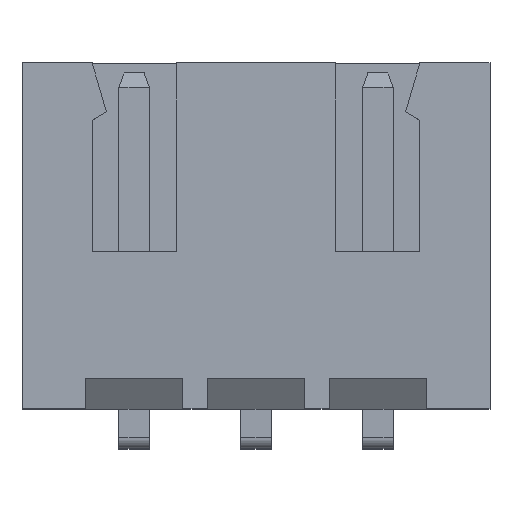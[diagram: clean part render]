
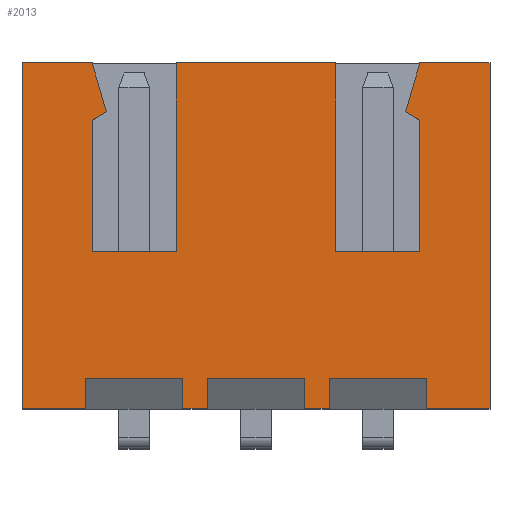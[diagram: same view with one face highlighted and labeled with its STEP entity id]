
A CAD part, top view. The second image highlights one B-rep face of the part: STEP entity #2013.
In plain terms, the highlighted planar face has unit normal (0, 0, 1).
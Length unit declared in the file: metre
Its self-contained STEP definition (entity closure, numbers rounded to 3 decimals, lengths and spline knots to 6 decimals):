
#186=ORIENTED_EDGE('',*,*,#741,.F.);
#187=ORIENTED_EDGE('',*,*,#703,.T.);
#188=ORIENTED_EDGE('',*,*,#742,.F.);
#189=ORIENTED_EDGE('',*,*,#743,.F.);
#190=ORIENTED_EDGE('',*,*,#744,.F.);
#191=ORIENTED_EDGE('',*,*,#745,.F.);
#192=ORIENTED_EDGE('',*,*,#746,.F.);
#193=ORIENTED_EDGE('',*,*,#707,.T.);
#194=ORIENTED_EDGE('',*,*,#747,.T.);
#195=ORIENTED_EDGE('',*,*,#748,.F.);
#196=ORIENTED_EDGE('',*,*,#749,.F.);
#197=ORIENTED_EDGE('',*,*,#750,.T.);
#198=ORIENTED_EDGE('',*,*,#751,.T.);
#199=ORIENTED_EDGE('',*,*,#752,.F.);
#200=ORIENTED_EDGE('',*,*,#753,.F.);
#201=ORIENTED_EDGE('',*,*,#754,.T.);
#202=ORIENTED_EDGE('',*,*,#755,.T.);
#203=ORIENTED_EDGE('',*,*,#718,.F.);
#204=ORIENTED_EDGE('',*,*,#756,.F.);
#205=ORIENTED_EDGE('',*,*,#757,.T.);
#206=ORIENTED_EDGE('',*,*,#758,.T.);
#207=ORIENTED_EDGE('',*,*,#723,.F.);
#208=ORIENTED_EDGE('',*,*,#759,.F.);
#209=ORIENTED_EDGE('',*,*,#760,.T.);
#210=ORIENTED_EDGE('',*,*,#761,.F.);
#211=ORIENTED_EDGE('',*,*,#762,.F.);
#212=ORIENTED_EDGE('',*,*,#763,.F.);
#213=ORIENTED_EDGE('',*,*,#764,.F.);
#703=EDGE_CURVE('',#980,#982,#1154,.T.);
#707=EDGE_CURVE('',#984,#986,#1158,.T.);
#718=EDGE_CURVE('',#995,#996,#1169,.T.);
#723=EDGE_CURVE('',#999,#1000,#1174,.T.);
#741=EDGE_CURVE('',#980,#1013,#1192,.T.);
#742=EDGE_CURVE('',#1014,#982,#1193,.T.);
#743=EDGE_CURVE('',#1015,#1014,#1194,.T.);
#744=EDGE_CURVE('',#1016,#1015,#1195,.T.);
#745=EDGE_CURVE('',#1017,#1016,#1196,.T.);
#746=EDGE_CURVE('',#984,#1017,#1197,.T.);
#747=EDGE_CURVE('',#986,#1018,#1198,.T.);
#748=EDGE_CURVE('',#1019,#1018,#1199,.T.);
#749=EDGE_CURVE('',#1020,#1019,#1200,.T.);
#750=EDGE_CURVE('',#1020,#1021,#1201,.T.);
#751=EDGE_CURVE('',#1021,#1022,#1202,.T.);
#752=EDGE_CURVE('',#1023,#1022,#1203,.T.);
#753=EDGE_CURVE('',#1024,#1023,#1204,.T.);
#754=EDGE_CURVE('',#1024,#1025,#1205,.T.);
#755=EDGE_CURVE('',#1025,#996,#1206,.T.);
#756=EDGE_CURVE('',#1026,#995,#1207,.T.);
#757=EDGE_CURVE('',#1026,#1027,#1208,.T.);
#758=EDGE_CURVE('',#1027,#1000,#1209,.T.);
#759=EDGE_CURVE('',#1028,#999,#1210,.T.);
#760=EDGE_CURVE('',#1028,#1029,#1211,.T.);
#761=EDGE_CURVE('',#1030,#1029,#1212,.T.);
#762=EDGE_CURVE('',#1031,#1030,#1213,.T.);
#763=EDGE_CURVE('',#1032,#1031,#1214,.T.);
#764=EDGE_CURVE('',#1013,#1032,#1215,.T.);
#980=VERTEX_POINT('',#3179);
#982=VERTEX_POINT('',#3183);
#984=VERTEX_POINT('',#3188);
#986=VERTEX_POINT('',#3192);
#995=VERTEX_POINT('',#3215);
#996=VERTEX_POINT('',#3217);
#999=VERTEX_POINT('',#3226);
#1000=VERTEX_POINT('',#3227);
#1013=VERTEX_POINT('',#3260);
#1014=VERTEX_POINT('',#3262);
#1015=VERTEX_POINT('',#3264);
#1016=VERTEX_POINT('',#3266);
#1017=VERTEX_POINT('',#3268);
#1018=VERTEX_POINT('',#3271);
#1019=VERTEX_POINT('',#3273);
#1020=VERTEX_POINT('',#3275);
#1021=VERTEX_POINT('',#3277);
#1022=VERTEX_POINT('',#3279);
#1023=VERTEX_POINT('',#3281);
#1024=VERTEX_POINT('',#3283);
#1025=VERTEX_POINT('',#3285);
#1026=VERTEX_POINT('',#3288);
#1027=VERTEX_POINT('',#3290);
#1028=VERTEX_POINT('',#3293);
#1029=VERTEX_POINT('',#3295);
#1030=VERTEX_POINT('',#3297);
#1031=VERTEX_POINT('',#3299);
#1032=VERTEX_POINT('',#3301);
#1154=LINE('',#3184,#1427);
#1158=LINE('',#3193,#1431);
#1169=LINE('',#3216,#1442);
#1174=LINE('',#3225,#1447);
#1192=LINE('',#3259,#1465);
#1193=LINE('',#3261,#1466);
#1194=LINE('',#3263,#1467);
#1195=LINE('',#3265,#1468);
#1196=LINE('',#3267,#1469);
#1197=LINE('',#3269,#1470);
#1198=LINE('',#3270,#1471);
#1199=LINE('',#3272,#1472);
#1200=LINE('',#3274,#1473);
#1201=LINE('',#3276,#1474);
#1202=LINE('',#3278,#1475);
#1203=LINE('',#3280,#1476);
#1204=LINE('',#3282,#1477);
#1205=LINE('',#3284,#1478);
#1206=LINE('',#3286,#1479);
#1207=LINE('',#3287,#1480);
#1208=LINE('',#3289,#1481);
#1209=LINE('',#3291,#1482);
#1210=LINE('',#3292,#1483);
#1211=LINE('',#3294,#1484);
#1212=LINE('',#3296,#1485);
#1213=LINE('',#3298,#1486);
#1214=LINE('',#3300,#1487);
#1215=LINE('',#3302,#1488);
#1427=VECTOR('',#2638,1.);
#1431=VECTOR('',#2644,1.);
#1442=VECTOR('',#2661,1.);
#1447=VECTOR('',#2668,1.);
#1465=VECTOR('',#2690,1.);
#1466=VECTOR('',#2691,1.);
#1467=VECTOR('',#2692,1.);
#1468=VECTOR('',#2693,1.);
#1469=VECTOR('',#2694,1.);
#1470=VECTOR('',#2695,1.);
#1471=VECTOR('',#2696,1.);
#1472=VECTOR('',#2697,1.);
#1473=VECTOR('',#2698,1.);
#1474=VECTOR('',#2699,1.);
#1475=VECTOR('',#2700,1.);
#1476=VECTOR('',#2701,1.);
#1477=VECTOR('',#2702,1.);
#1478=VECTOR('',#2703,1.);
#1479=VECTOR('',#2704,1.);
#1480=VECTOR('',#2705,1.);
#1481=VECTOR('',#2706,1.);
#1482=VECTOR('',#2707,1.);
#1483=VECTOR('',#2708,1.);
#1484=VECTOR('',#2709,1.);
#1485=VECTOR('',#2710,1.);
#1486=VECTOR('',#2711,1.);
#1487=VECTOR('',#2712,1.);
#1488=VECTOR('',#2713,1.);
#1677=EDGE_LOOP('',(#186,#187,#188,#189,#190,#191,#192,#193,#194,#195,#196,
#197,#198,#199,#200,#201,#202,#203,#204,#205,#206,#207,#208,#209,#210,#211,
#212,#213));
#1792=FACE_BOUND('',#1677,.T.);
#1907=PLANE('',#2457);
#2013=ADVANCED_FACE('',(#1792),#1907,.T.);
#2457=AXIS2_PLACEMENT_3D('',#3258,#2688,#2689);
#2638=DIRECTION('',(-1.,0.,0.));
#2644=DIRECTION('',(-1.,0.,0.));
#2661=DIRECTION('',(-1.,0.,0.));
#2668=DIRECTION('',(-1.,0.,0.));
#2688=DIRECTION('',(0.,0.,1.));
#2689=DIRECTION('',(0.,-1.,0.));
#2690=DIRECTION('',(0.,-1.,0.));
#2691=DIRECTION('',(0.,1.,0.));
#2692=DIRECTION('',(1.,0.,0.));
#2693=DIRECTION('',(0.,-1.,0.));
#2694=DIRECTION('',(-0.856,-0.517,0.));
#2695=DIRECTION('',(0.281,-0.96,0.));
#2696=DIRECTION('',(0.,-1.,0.));
#2697=DIRECTION('',(-1.,0.,0.));
#2698=DIRECTION('',(0.,-1.,0.));
#2699=DIRECTION('',(1.,0.,0.));
#2700=DIRECTION('',(0.,-1.,0.));
#2701=DIRECTION('',(-1.,0.,0.));
#2702=DIRECTION('',(0.,-1.,0.));
#2703=DIRECTION('',(1.,0.,0.));
#2704=DIRECTION('',(0.,-1.,0.));
#2705=DIRECTION('',(0.,-1.,0.));
#2706=DIRECTION('',(1.,0.,0.));
#2707=DIRECTION('',(0.,-1.,0.));
#2708=DIRECTION('',(0.,-1.,0.));
#2709=DIRECTION('',(-1.,0.,0.));
#2710=DIRECTION('',(0.281,0.96,0.));
#2711=DIRECTION('',(-0.856,0.517,0.));
#2712=DIRECTION('',(0.,1.,0.));
#2713=DIRECTION('',(1.,0.,0.));
#3179=CARTESIAN_POINT('',(0.001664,0.007534,0.005842));
#3183=CARTESIAN_POINT('',(-0.001664,0.007534,0.005842));
#3184=CARTESIAN_POINT('',(0.004877,0.007534,0.005842));
#3188=CARTESIAN_POINT('',(-0.003416,0.007534,0.005842));
#3192=CARTESIAN_POINT('',(-0.004877,0.007534,0.005842));
#3193=CARTESIAN_POINT('',(0.004877,0.007534,0.005842));
#3215=CARTESIAN_POINT('',(0.001524,0.00032,0.005842));
#3216=CARTESIAN_POINT('',(0.004877,0.00032,0.005842));
#3217=CARTESIAN_POINT('',(0.001016,0.00032,0.005842));
#3225=CARTESIAN_POINT('',(0.004877,0.00032,0.005842));
#3226=CARTESIAN_POINT('',(0.004877,0.00032,0.005842));
#3227=CARTESIAN_POINT('',(0.003556,0.00032,0.005842));
#3258=CARTESIAN_POINT('',(0.004877,0.001031,0.005842));
#3259=CARTESIAN_POINT('',(0.001664,0.007534,0.005842));
#3260=CARTESIAN_POINT('',(0.001664,0.003597,0.005842));
#3261=CARTESIAN_POINT('',(-0.001664,0.003597,0.005842));
#3262=CARTESIAN_POINT('',(-0.001664,0.003597,0.005842));
#3263=CARTESIAN_POINT('',(0.001664,0.003597,0.005842));
#3264=CARTESIAN_POINT('',(-0.003416,0.003597,0.005842));
#3265=CARTESIAN_POINT('',(-0.003416,0.006338,0.005842));
#3266=CARTESIAN_POINT('',(-0.003416,0.006338,0.005842));
#3267=CARTESIAN_POINT('',(-0.003118,0.006518,0.005842));
#3268=CARTESIAN_POINT('',(-0.003118,0.006518,0.005842));
#3269=CARTESIAN_POINT('',(-0.003416,0.007534,0.005842));
#3270=CARTESIAN_POINT('',(-0.004877,0.001031,0.005842));
#3271=CARTESIAN_POINT('',(-0.004877,0.00032,0.005842));
#3272=CARTESIAN_POINT('',(0.004877,0.00032,0.005842));
#3273=CARTESIAN_POINT('',(-0.003556,0.00032,0.005842));
#3274=CARTESIAN_POINT('',(-0.003556,0.000955,0.005842));
#3275=CARTESIAN_POINT('',(-0.003556,0.000955,0.005842));
#3276=CARTESIAN_POINT('',(0.004877,0.000955,0.005842));
#3277=CARTESIAN_POINT('',(-0.001524,0.000955,0.005842));
#3278=CARTESIAN_POINT('',(-0.001524,0.000955,0.005842));
#3279=CARTESIAN_POINT('',(-0.001524,0.00032,0.005842));
#3280=CARTESIAN_POINT('',(0.004877,0.00032,0.005842));
#3281=CARTESIAN_POINT('',(-0.001016,0.00032,0.005842));
#3282=CARTESIAN_POINT('',(-0.001016,0.000955,0.005842));
#3283=CARTESIAN_POINT('',(-0.001016,0.000955,0.005842));
#3284=CARTESIAN_POINT('',(0.004877,0.000955,0.005842));
#3285=CARTESIAN_POINT('',(0.001016,0.000955,0.005842));
#3286=CARTESIAN_POINT('',(0.001016,0.000955,0.005842));
#3287=CARTESIAN_POINT('',(0.001524,0.000955,0.005842));
#3288=CARTESIAN_POINT('',(0.001524,0.000955,0.005842));
#3289=CARTESIAN_POINT('',(0.001524,0.000955,0.005842));
#3290=CARTESIAN_POINT('',(0.003556,0.000955,0.005842));
#3291=CARTESIAN_POINT('',(0.003556,0.000955,0.005842));
#3292=CARTESIAN_POINT('',(0.004877,0.001031,0.005842));
#3293=CARTESIAN_POINT('',(0.004877,0.007534,0.005842));
#3294=CARTESIAN_POINT('',(0.004877,0.007534,0.005842));
#3295=CARTESIAN_POINT('',(0.003416,0.007534,0.005842));
#3296=CARTESIAN_POINT('',(0.003118,0.006518,0.005842));
#3297=CARTESIAN_POINT('',(0.003118,0.006518,0.005842));
#3298=CARTESIAN_POINT('',(0.003416,0.006338,0.005842));
#3299=CARTESIAN_POINT('',(0.003416,0.006338,0.005842));
#3300=CARTESIAN_POINT('',(0.003416,0.003597,0.005842));
#3301=CARTESIAN_POINT('',(0.003416,0.003597,0.005842));
#3302=CARTESIAN_POINT('',(0.001664,0.003597,0.005842));
